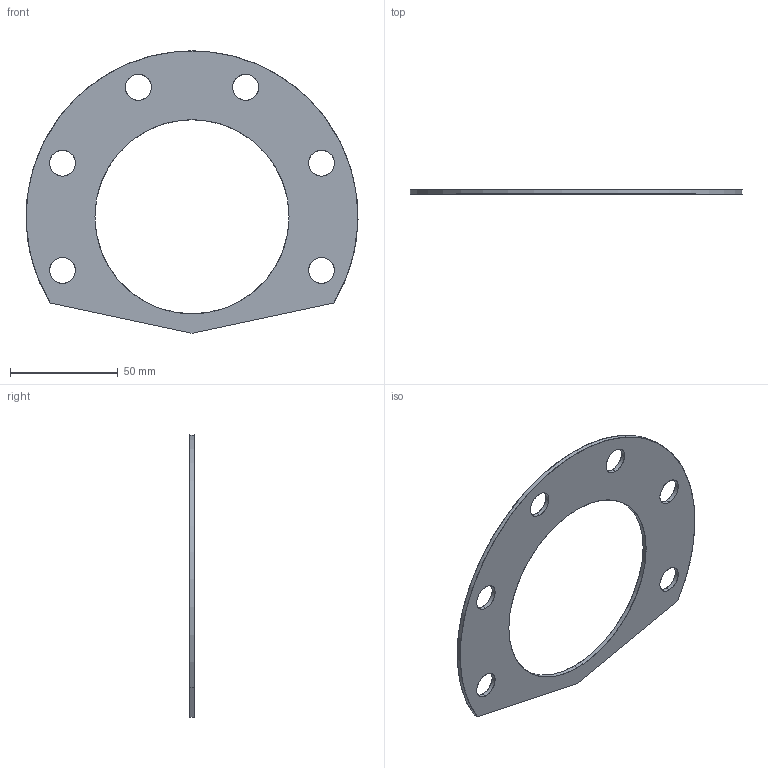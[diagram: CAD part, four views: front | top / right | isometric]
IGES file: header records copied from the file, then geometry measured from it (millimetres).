
Start section: SolidWorks IGES file using analytic representation for surfaces
Global section: file name: Dichtung_252218.IGS; native system: SolidWorks 2010; preprocessor: SolidWorks 2010; author: LarsenR; date: 120823.131133; units: millimetre
Bounding box: 153.98 x 2 x 131 mm (x, y, z)
Surface area: 20068.1 mm2 (no closed solid volume)
Topology: 0 solids, 0 shells, 19 faces, 648 edges, 648 vertices
Faces by surface type: revolution 15, bspline 4
